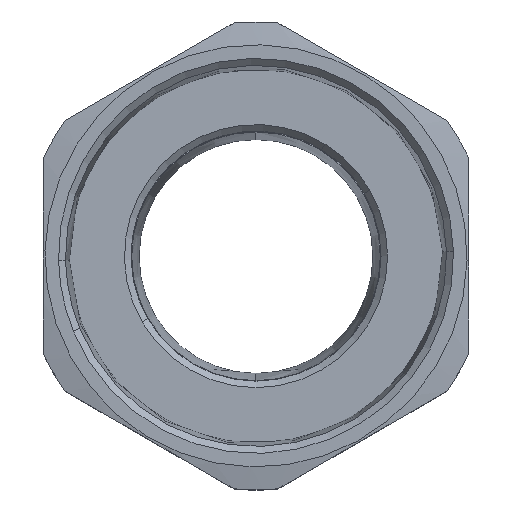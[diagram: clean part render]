
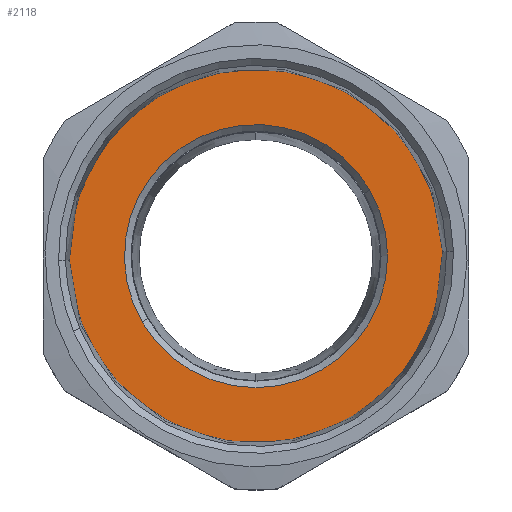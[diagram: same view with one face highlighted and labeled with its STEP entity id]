
A CAD part, top view. The second image highlights one B-rep face of the part: STEP entity #2118.
In plain terms, the highlighted planar face has unit normal (0, 0, 1).
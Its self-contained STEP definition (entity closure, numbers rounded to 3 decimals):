
#2000=AXIS2_PLACEMENT_3D('Circle Axis2P3D',#1998,#1999,$) ;
#2025=AXIS2_PLACEMENT_3D('Circle Axis2P3D',#2023,#2024,$) ;
#2086=AXIS2_PLACEMENT_3D('Plane Axis2P3D',#2083,#2084,#2085) ;
#2094=AXIS2_PLACEMENT_3D('Circle Axis2P3D',#2092,#2093,$) ;
#2103=AXIS2_PLACEMENT_3D('Circle Axis2P3D',#2101,#2102,$) ;
#2110=AXIS2_PLACEMENT_3D('Circle Axis2P3D',#2108,#2109,$) ;
#1995=CARTESIAN_POINT('Vertex',(61.021,36.423,56.25)) ;
#1998=CARTESIAN_POINT('Axis2P3D Location',(32.5,35.75,56.25)) ;
#2002=CARTESIAN_POINT('Vertex',(3.979,35.077,56.25)) ;
#2023=CARTESIAN_POINT('Axis2P3D Location',(32.5,35.75,56.25)) ;
#2083=CARTESIAN_POINT('Axis2P3D Location',(32.5,35.75,56.25)) ;
#2092=CARTESIAN_POINT('Axis2P3D Location',(32.5,35.75,56.25)) ;
#2096=CARTESIAN_POINT('Vertex',(15.093,25.7,56.25)) ;
#2098=CARTESIAN_POINT('Vertex',(43.04,52.865,56.25)) ;
#2101=CARTESIAN_POINT('Axis2P3D Location',(32.5,35.75,56.25)) ;
#2105=CARTESIAN_POINT('Vertex',(49.907,45.8,56.25)) ;
#2108=CARTESIAN_POINT('Axis2P3D Location',(32.5,35.75,56.25)) ;
#1999=DIRECTION('Axis2P3D Direction',(0.,0.,1.)) ;
#2024=DIRECTION('Axis2P3D Direction',(0.,0.,1.)) ;
#2084=DIRECTION('Axis2P3D Direction',(0.,0.,-1.)) ;
#2085=DIRECTION('Axis2P3D XDirection',(-0.866,-0.5,0.)) ;
#2093=DIRECTION('Axis2P3D Direction',(0.,0.,-1.)) ;
#2102=DIRECTION('Axis2P3D Direction',(0.,0.,-1.)) ;
#2109=DIRECTION('Axis2P3D Direction',(0.,0.,-1.)) ;
#2089=ORIENTED_EDGE('',*,*,#2004,.F.) ;
#2090=ORIENTED_EDGE('',*,*,#2027,.F.) ;
#2114=ORIENTED_EDGE('',*,*,#2100,.T.) ;
#2115=ORIENTED_EDGE('',*,*,#2107,.T.) ;
#2116=ORIENTED_EDGE('',*,*,#2112,.T.) ;
#2117=FACE_BOUND('',#2113,.T.) ;
#2118=ADVANCED_FACE('Part1.1\\Koerper.2',(#2091,#2117),#2087,.F.) ;
#2001=CIRCLE('generated circle',#2000,28.528) ;
#2026=CIRCLE('generated circle',#2025,28.528) ;
#2095=CIRCLE('generated circle',#2094,20.1) ;
#2104=CIRCLE('generated circle',#2103,20.1) ;
#2111=CIRCLE('generated circle',#2110,20.1) ;
#2004=EDGE_CURVE('',#1996,#2003,#2001,.F.) ;
#2027=EDGE_CURVE('',#2003,#1996,#2026,.F.) ;
#2100=EDGE_CURVE('',#2097,#2099,#2095,.T.) ;
#2107=EDGE_CURVE('',#2099,#2106,#2104,.T.) ;
#2112=EDGE_CURVE('',#2106,#2097,#2111,.T.) ;
#2088=EDGE_LOOP('',(#2089,#2090)) ;
#2113=EDGE_LOOP('',(#2114,#2115,#2116)) ;
#2091=FACE_OUTER_BOUND('',#2088,.T.) ;
#2087=PLANE('',#2086) ;
#1996=VERTEX_POINT('',#1995) ;
#2003=VERTEX_POINT('',#2002) ;
#2097=VERTEX_POINT('',#2096) ;
#2099=VERTEX_POINT('',#2098) ;
#2106=VERTEX_POINT('',#2105) ;
